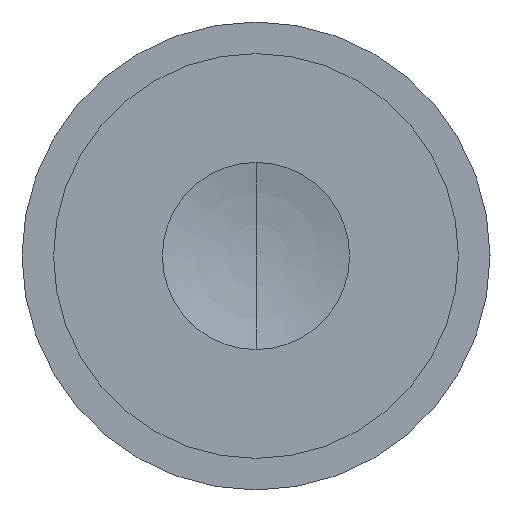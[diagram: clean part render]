
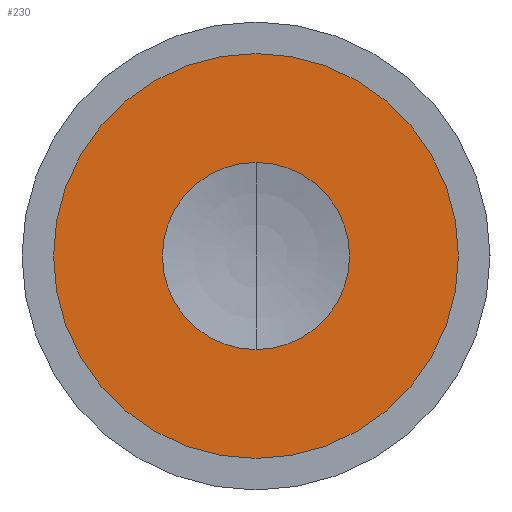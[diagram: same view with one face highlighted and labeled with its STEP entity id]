
A CAD part, front view. The second image highlights one B-rep face of the part: STEP entity #230.
In plain terms, the highlighted planar face has unit normal (0, -1, 0).
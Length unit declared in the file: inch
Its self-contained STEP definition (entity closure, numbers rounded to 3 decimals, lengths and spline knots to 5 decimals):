
#14 = CIRCLE ( 'NONE', #301, 0.0865 ) ;
#17 = AXIS2_PLACEMENT_3D ( 'NONE', #187, #138, #394 ) ;
#37 = EDGE_CURVE ( 'NONE', #198, #259, #251, .T. ) ;
#49 = DIRECTION ( 'NONE',  ( 0., 0., 1. ) ) ;
#65 = CARTESIAN_POINT ( 'NONE',  ( 0., -0.00033, 0. ) ) ;
#66 = FACE_OUTER_BOUND ( 'NONE', #311, .T. ) ;
#75 = VERTEX_POINT ( 'NONE', #494 ) ;
#99 = ORIENTED_EDGE ( 'NONE', *, *, #372, .T. ) ;
#121 = AXIS2_PLACEMENT_3D ( 'NONE', #222, #436, #225 ) ;
#138 = DIRECTION ( 'NONE',  ( 0., 1., 0. ) ) ;
#145 = CARTESIAN_POINT ( 'NONE',  ( 0., -0.00033, 0. ) ) ;
#161 = EDGE_LOOP ( 'NONE', ( #99, #421 ) ) ;
#187 = CARTESIAN_POINT ( 'NONE',  ( 0., -0.00033, 0. ) ) ;
#193 = CARTESIAN_POINT ( 'NONE',  ( 0., -0.00033, 0.0865 ) ) ;
#198 = VERTEX_POINT ( 'NONE', #387 ) ;
#202 = FACE_BOUND ( 'NONE', #161, .T. ) ;
#204 = DIRECTION ( 'NONE',  ( 0., 0., 1. ) ) ;
#222 = CARTESIAN_POINT ( 'NONE',  ( 0., -0.00033, 0.0865 ) ) ;
#225 = DIRECTION ( 'NONE',  ( 0., 0., -1. ) ) ;
#230 = ADVANCED_FACE ( 'NONE', ( #202, #66 ), #564, .T. ) ;
#242 = AXIS2_PLACEMENT_3D ( 'NONE', #65, #411, #204 ) ;
#251 = CIRCLE ( 'NONE', #17, 0.04 ) ;
#259 = VERTEX_POINT ( 'NONE', #526 ) ;
#268 = DIRECTION ( 'NONE',  ( 0., 1., 0. ) ) ;
#277 = DIRECTION ( 'NONE',  ( 0., 0., 1. ) ) ;
#301 = AXIS2_PLACEMENT_3D ( 'NONE', #478, #268, #49 ) ;
#311 = EDGE_LOOP ( 'NONE', ( #524, #405 ) ) ;
#326 = EDGE_CURVE ( 'NONE', #75, #537, #14, .T. ) ;
#340 = CIRCLE ( 'NONE', #242, 0.0865 ) ;
#354 = AXIS2_PLACEMENT_3D ( 'NONE', #145, #484, #277 ) ;
#372 = EDGE_CURVE ( 'NONE', #259, #198, #568, .T. ) ;
#387 = CARTESIAN_POINT ( 'NONE',  ( 0., -0.00033, -0.04 ) ) ;
#394 = DIRECTION ( 'NONE',  ( 0., 0., 1. ) ) ;
#405 = ORIENTED_EDGE ( 'NONE', *, *, #326, .F. ) ;
#411 = DIRECTION ( 'NONE',  ( 0., 1., 0. ) ) ;
#417 = EDGE_CURVE ( 'NONE', #537, #75, #340, .T. ) ;
#421 = ORIENTED_EDGE ( 'NONE', *, *, #37, .T. ) ;
#436 = DIRECTION ( 'NONE',  ( 0., -1., 0. ) ) ;
#478 = CARTESIAN_POINT ( 'NONE',  ( 0., -0.00033, 0. ) ) ;
#484 = DIRECTION ( 'NONE',  ( 0., 1., 0. ) ) ;
#494 = CARTESIAN_POINT ( 'NONE',  ( 0., -0.00033, -0.0865 ) ) ;
#524 = ORIENTED_EDGE ( 'NONE', *, *, #417, .F. ) ;
#526 = CARTESIAN_POINT ( 'NONE',  ( 0., -0.00033, 0.04 ) ) ;
#537 = VERTEX_POINT ( 'NONE', #193 ) ;
#564 = PLANE ( 'NONE',  #121 ) ;
#568 = CIRCLE ( 'NONE', #354, 0.04 ) ;
